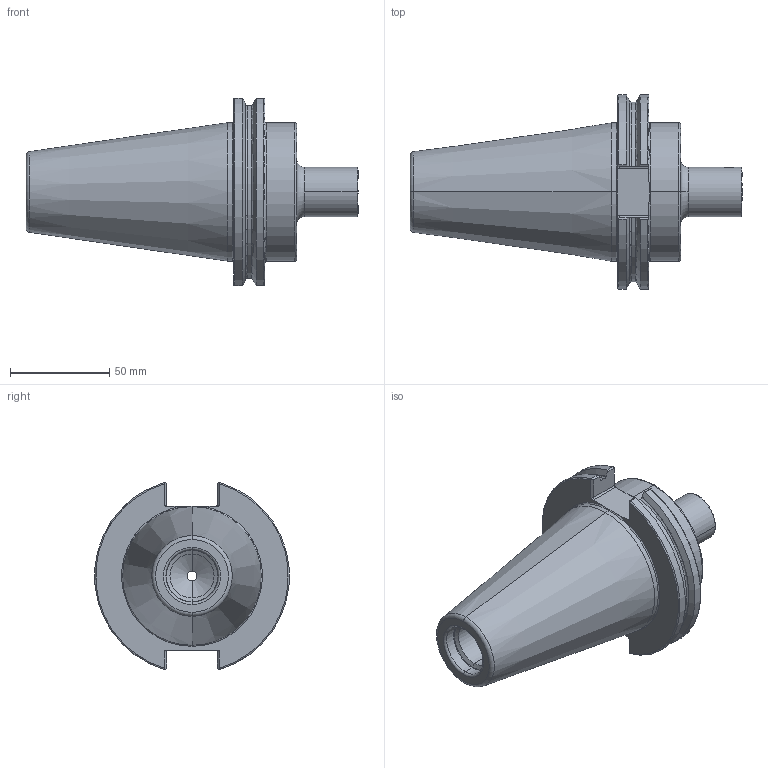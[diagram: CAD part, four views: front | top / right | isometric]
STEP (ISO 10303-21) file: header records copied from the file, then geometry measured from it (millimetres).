
FILE_DESCRIPTION (( 'STEP AP203' ), '1' );
FILE_NAME ('CT5-ST2.K01.066.STEP', '2016-02-12T08:57:44', ( 'SWIAdmin' ), ( 'Hewlett-Packard Company' ), 'SwSTEP 2.0', 'SolidWorks 2015', '' );
FILE_SCHEMA (( 'CONFIG_CONTROL_DESIGN' ));
Length unit declared in the file: millimetre
Products named in the file (3): CT5-ST2.K01.066_A; ST2-ER1.001.006_A; CT5-ST2.K01.066
Assembly tree (2 placements, depth 2):
  CT5-ST2.K01.066
    CT5-ST2.K01.066_A
    ST2-ER1.001.006_A
Bounding box: 167.6 x 98.08 x 94.52 mm (x, y, z)
Volume: 411720.8 mm3; surface area: 48274.4 mm2
Topology: 2 solids, 2 shells, 140 faces, 359 edges, 221 vertices
Faces by surface type: plane 44, cylinder 39, torus 31, cone 22, bspline 4
Entity records: 5108 total; most frequent: CARTESIAN_POINT 1510, ORIENTED_EDGE 710, DIRECTION 683, EDGE_CURVE 355, AXIS2_PLACEMENT_3D 270, VERTEX_POINT 221, EDGE_LOOP 146, VECTOR 143
